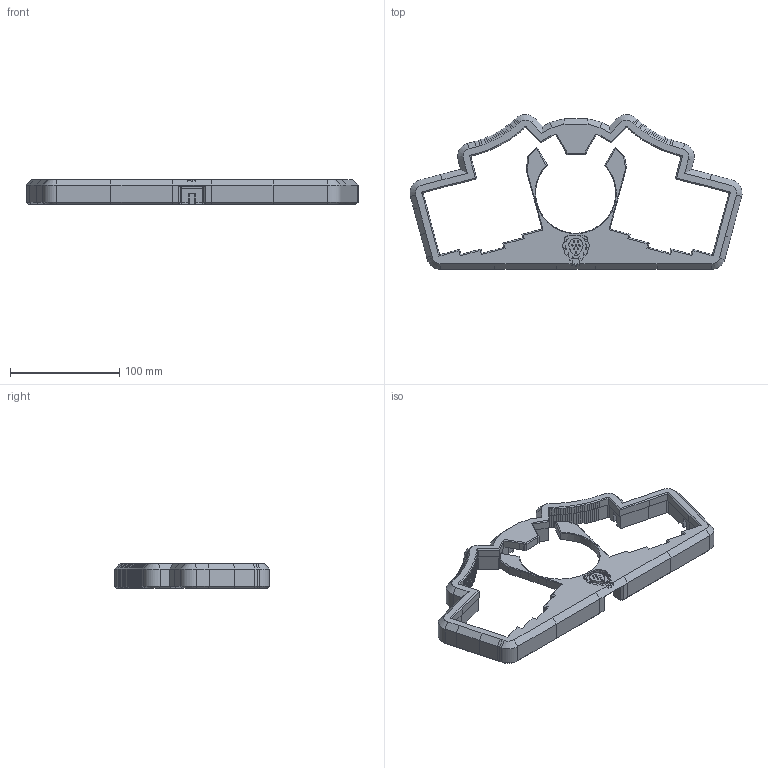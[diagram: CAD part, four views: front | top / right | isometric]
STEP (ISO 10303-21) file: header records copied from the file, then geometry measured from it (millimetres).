
FILE_DESCRIPTION(/* description */ (''),/* implementation_level */ '2;1');
FILE_NAME(/* name */ 'DragonFruit Top Case Fixed.step',/* time_stamp */ '2023-11-21T19:48:02-08:00',/* author */ (''),/* organization */ (''),/* preprocessor_version */ 'ST-DEVELOPER v20',/* originating_system */ 'Autodesk Translation Framework v12.14.0.127',/* authorisation */ '');
FILE_SCHEMA (('AUTOMOTIVE_DESIGN { 1 0 10303 214 3 1 1 }'));
Length unit declared in the file: millimetre
Products named in the file (1): DragonFruitCorrected
Bounding box: 303.68 x 141.57 x 22.8 mm (x, y, z)
Volume: 218210.1 mm3; surface area: 64549.3 mm2
Topology: 1 solids, 1 shells, 876 faces, 2237 edges, 1379 vertices
Faces by surface type: plane 695, bspline 96, cylinder 62, cone 23
Full cylindrical faces by diameter (mm): 3.3 x13
Entity records: 26036 total; most frequent: CARTESIAN_POINT 5824, ORIENTED_EDGE 4474, DIRECTION 3744, EDGE_CURVE 2237, LINE 1884, VECTOR 1884, VERTEX_POINT 1379, AXIS2_PLACEMENT_3D 930
